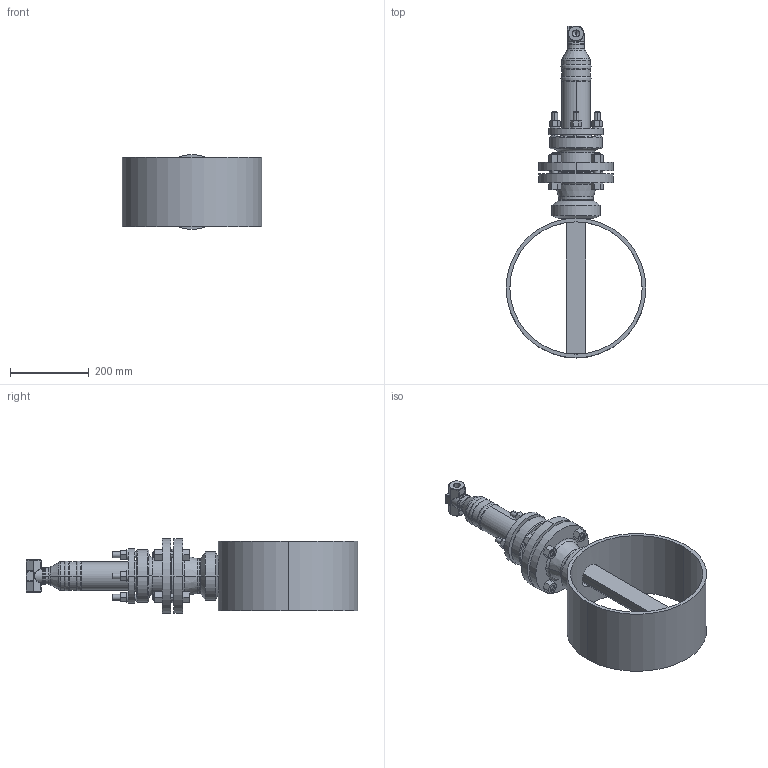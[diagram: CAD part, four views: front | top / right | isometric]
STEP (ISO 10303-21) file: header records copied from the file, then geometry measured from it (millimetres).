
FILE_DESCRIPTION((''),'2;1');
FILE_NAME('GC-485L140ZCHLS3A1007_SW0001','2014-10-29T',('johnarm'),('Rosemount Measurement Division'),'PRO/ENGINEER BY PARAMETRIC TECHNOLOGY CORPORATION, 2013430','PRO/ENGINEER BY PARAMETRIC TECHNOLOGY CORPORATION, 2013430','');
FILE_SCHEMA(('CONFIG_CONTROL_DESIGN'));
Length unit declared in the file: inch
Products named in the file (1): GC-485L140ZCHLS3A1007_SW0001
Bounding box: 355.6 x 844.55 x 190.5 mm (x, y, z)
Surface area: 965527.9 mm2 (no closed solid volume)
Topology: 0 solids, 58 shells, 541 faces, 1996 edges, 1499 vertices
Faces by surface type: cone 186, plane 170, cylinder 123, bspline 26, torus 22, sphere 14
Entity records: 24415 total; most frequent: CARTESIAN_POINT 8386, DIRECTION 3135, ORIENTED_EDGE 3009, EDGE_CURVE 1990, VERTEX_POINT 1499, AXIS2_PLACEMENT_3D 1116, VECTOR 903, LINE 903
